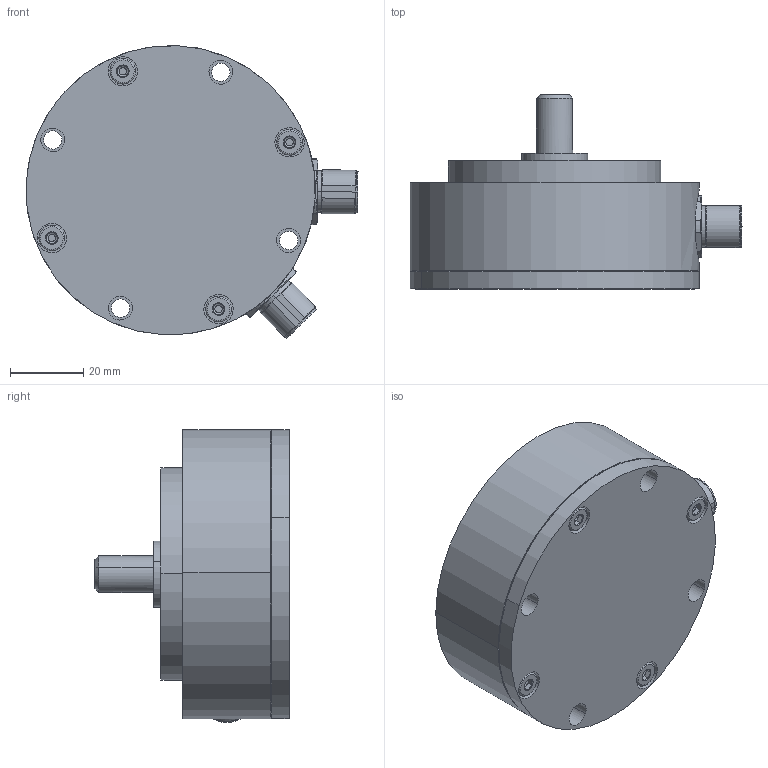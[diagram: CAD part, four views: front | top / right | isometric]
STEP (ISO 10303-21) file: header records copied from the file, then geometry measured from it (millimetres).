
FILE_DESCRIPTION (( 'STEP AP214' ), '1' );
FILE_NAME ('IPX-7913-_ _ _-_ _ _-302.STEP', '2017-09-14T08:53:28', ( 'dummy' ), ( 'Microsoft' ), 'SwSTEP 2.0', 'SolidWorks 2014', '' );
FILE_SCHEMA (( 'AUTOMOTIVE_DESIGN' ));
Length unit declared in the file: millimetre
Products named in the file (1): IPX-7913-_ _ _-_ _ _-302
Bounding box: 90.65 x 53 x 79.98 mm (x, y, z)
Surface area: 26556 mm2 (no closed solid volume)
Topology: 0 solids, 17 shells, 280 faces, 746 edges, 473 vertices
Faces by surface type: cylinder 104, plane 89, cone 63, torus 24
Entity records: 12190 total; most frequent: CARTESIAN_POINT 2060, DIRECTION 1615, ORIENTED_EDGE 1284, EDGE_CURVE 744, AXIS2_PLACEMENT_3D 678, VERTEX_POINT 473, CIRCLE 397, EDGE_LOOP 325
